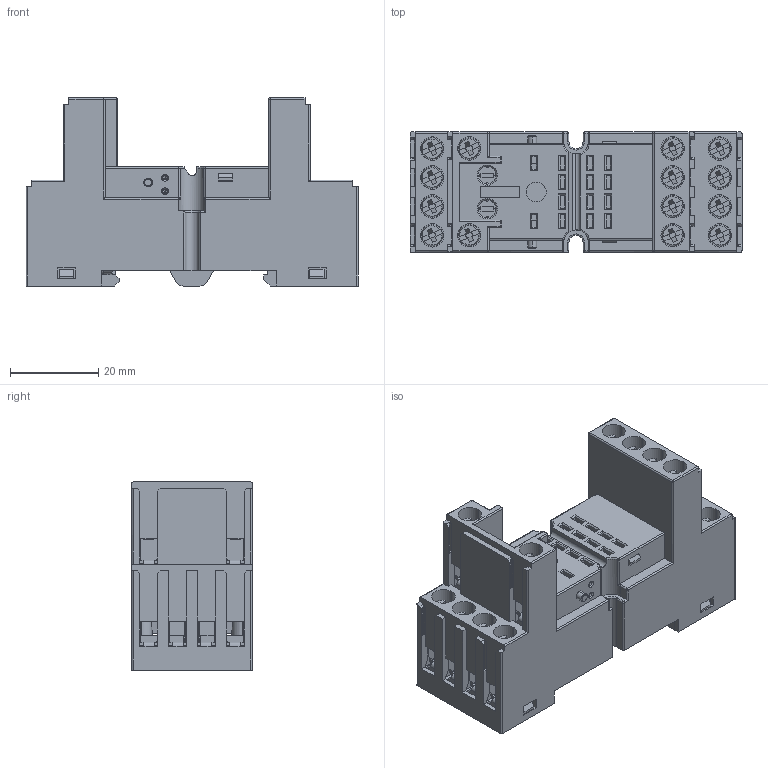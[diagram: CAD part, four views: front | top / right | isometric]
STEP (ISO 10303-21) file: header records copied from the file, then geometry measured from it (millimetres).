
FILE_DESCRIPTION (( 'STEP AP203' ), '1' );
FILE_NAME ('14_18FF-4Z-C4.STEP', '2024-12-16T19:01:23', ( '' ), ( '' ), 'SwSTEP 2.0', 'SolidWorks 2022', '' );
FILE_SCHEMA (( 'CONFIG_CONTROL_DESIGN' ));
Products named in the file (1): 14_18FF-4Z-C4
Bounding box: 75.2 x 27.2 x 42.6 mm (x, y, z)
Volume: 34190.9 mm3; surface area: 40237.7 mm2
Topology: 39 solids, 41 shells, 3291 faces, 8493 edges, 5333 vertices
Faces by surface type: plane 2203, cylinder 826, sphere 93, cone 80, bspline 47, torus 42
Entity records: 102717 total; most frequent: CARTESIAN_POINT 21863, ORIENTED_EDGE 16868, DIRECTION 16661, EDGE_CURVE 8434, VECTOR 6127, LINE 6127, VERTEX_POINT 5317, AXIS2_PLACEMENT_3D 5267
